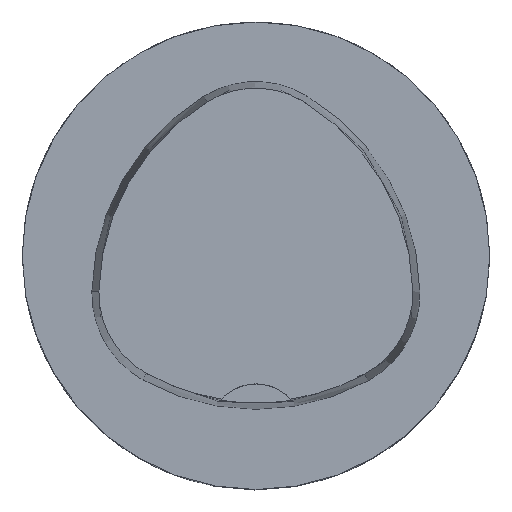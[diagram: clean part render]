
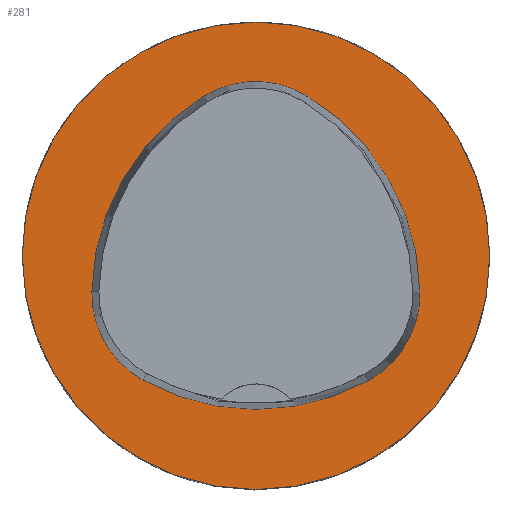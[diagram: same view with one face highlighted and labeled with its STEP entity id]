
A CAD part, top view. The second image highlights one B-rep face of the part: STEP entity #281.
In plain terms, the highlighted planar face has unit normal (0, 0, 1).
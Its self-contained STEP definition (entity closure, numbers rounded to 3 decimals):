
#281=ADVANCED_FACE('',(#382,#383),#351,.T.);
#351=PLANE('',#1713);
#382=FACE_BOUND('',#436,.T.);
#383=FACE_BOUND('',#437,.T.);
#436=EDGE_LOOP('',(#758,#759,#760,#761,#762,#763));
#437=EDGE_LOOP('',(#764));
#526=CIRCLE('',#1690,20.);
#528=CIRCLE('',#1693,8.5);
#530=CIRCLE('',#1696,20.);
#532=CIRCLE('',#1699,8.5);
#536=CIRCLE('',#1704,20.);
#538=CIRCLE('',#1707,8.5);
#541=CIRCLE('',#1712,20.);
#758=ORIENTED_EDGE('',*,*,#1254,.T.);
#759=ORIENTED_EDGE('',*,*,#1234,.T.);
#760=ORIENTED_EDGE('',*,*,#1238,.T.);
#761=ORIENTED_EDGE('',*,*,#1241,.T.);
#762=ORIENTED_EDGE('',*,*,#1244,.T.);
#763=ORIENTED_EDGE('',*,*,#1252,.T.);
#764=ORIENTED_EDGE('',*,*,#1257,.F.);
#1069=VERTEX_POINT('',#2628);
#1070=VERTEX_POINT('',#2629);
#1073=VERTEX_POINT('',#2637);
#1075=VERTEX_POINT('',#2643);
#1077=VERTEX_POINT('',#2649);
#1084=VERTEX_POINT('',#2670);
#1085=VERTEX_POINT('',#2680);
#1234=EDGE_CURVE('',#1069,#1070,#526,.T.);
#1238=EDGE_CURVE('',#1070,#1073,#528,.T.);
#1241=EDGE_CURVE('',#1073,#1075,#530,.T.);
#1244=EDGE_CURVE('',#1075,#1077,#532,.T.);
#1252=EDGE_CURVE('',#1077,#1084,#536,.T.);
#1254=EDGE_CURVE('',#1084,#1069,#538,.T.);
#1257=EDGE_CURVE('',#1085,#1085,#541,.T.);
#1690=AXIS2_PLACEMENT_3D('',#2627,#2008,#2009);
#1693=AXIS2_PLACEMENT_3D('',#2636,#2016,#2017);
#1696=AXIS2_PLACEMENT_3D('',#2642,#2023,#2024);
#1699=AXIS2_PLACEMENT_3D('',#2648,#2030,#2031);
#1704=AXIS2_PLACEMENT_3D('',#2671,#2042,#2043);
#1707=AXIS2_PLACEMENT_3D('',#2674,#2048,#2049);
#1712=AXIS2_PLACEMENT_3D('',#2679,#2058,#2059);
#1713=AXIS2_PLACEMENT_3D('',#2681,#2060,#2061);
#2008=DIRECTION('',(0.,0.,-1.));
#2009=DIRECTION('',(-1.,0.,0.));
#2016=DIRECTION('',(0.,0.,-1.));
#2017=DIRECTION('',(-1.,0.,0.));
#2023=DIRECTION('',(0.,0.,-1.));
#2024=DIRECTION('',(-1.,0.,0.));
#2030=DIRECTION('',(0.,0.,-1.));
#2031=DIRECTION('',(-1.,0.,0.));
#2042=DIRECTION('',(0.,0.,-1.));
#2043=DIRECTION('',(-1.,0.,0.));
#2048=DIRECTION('',(0.,0.,-1.));
#2049=DIRECTION('',(-1.,0.,0.));
#2058=DIRECTION('',(0.,0.,-1.));
#2059=DIRECTION('',(-1.,0.,0.));
#2060=DIRECTION('',(0.,0.,1.));
#2061=DIRECTION('',(1.,0.,0.));
#2627=CARTESIAN_POINT('',(5.955,-3.414,0.));
#2628=CARTESIAN_POINT('',(-14.041,-3.042,0.));
#2629=CARTESIAN_POINT('',(-4.472,13.653,0.));
#2636=CARTESIAN_POINT('',(-0.04,6.4,0.));
#2637=CARTESIAN_POINT('',(4.347,13.68,0.));
#2642=CARTESIAN_POINT('',(-5.976,-3.45,0.));
#2643=CARTESIAN_POINT('',(14.021,-3.075,0.));
#2648=CARTESIAN_POINT('',(5.522,-3.235,0.));
#2649=CARTESIAN_POINT('',(9.588,-10.699,0.));
#2670=CARTESIAN_POINT('',(-9.655,-10.639,0.));
#2671=CARTESIAN_POINT('',(0.022,6.864,0.));
#2674=CARTESIAN_POINT('',(-5.543,-3.2,0.));
#2679=CARTESIAN_POINT('',(0.,0.,0.));
#2680=CARTESIAN_POINT('',(-20.,0.,0.));
#2681=CARTESIAN_POINT('',(0.,0.,0.));
